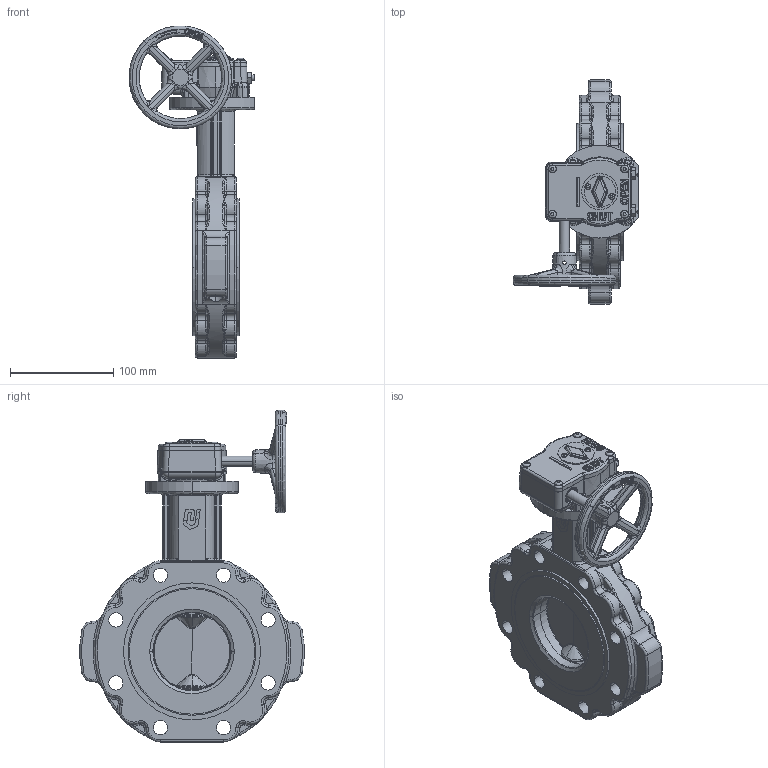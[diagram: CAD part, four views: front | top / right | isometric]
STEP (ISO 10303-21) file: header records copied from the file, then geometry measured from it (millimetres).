
FILE_DESCRIPTION(('HOOPS Exchange Step'),'2;1');
FILE_NAME('AK10_DN80_PN10-16_Handgetriebe.stp','2025-10-06T09:52:17+02:00',('nieru'),('Unknown organisation'),'HOOPS Exchange 2024.2','HOOPS Exchange','Unknown authorisation');
FILE_SCHEMA( ('AP203_CONFIGURATION_CONTROLLED_3D_DESIGN_OF_MECHANICAL_PARTS_AND_ASSEMBLIES_MIM_LF') );
Length unit declared in the file: millimetre
Products named in the file (3): 0; root
Assembly tree (2 placements, depth 3):
  root
    0
      0
Bounding box: 122.25 x 217.54 x 322.24 mm (x, y, z)
Volume: 1298177.2 mm3; surface area: 199079.5 mm2
Topology: 3 solids, 23 shells, 2427 faces, 6045 edges, 3501 vertices
Faces by surface type: cylinder 661, plane 482, bspline 440, torus 395, cone 307, sphere 142
Entity records: 179197 total; most frequent: CARTESIAN_POINT 129022, ORIENTED_EDGE 11640, DIRECTION 8191, EDGE_CURVE 5820, VERTEX_POINT 3501, AXIS2_PLACEMENT_3D 3450, B_SPLINE_CURVE_WITH_KNOTS 2744, EDGE_LOOP 2555
